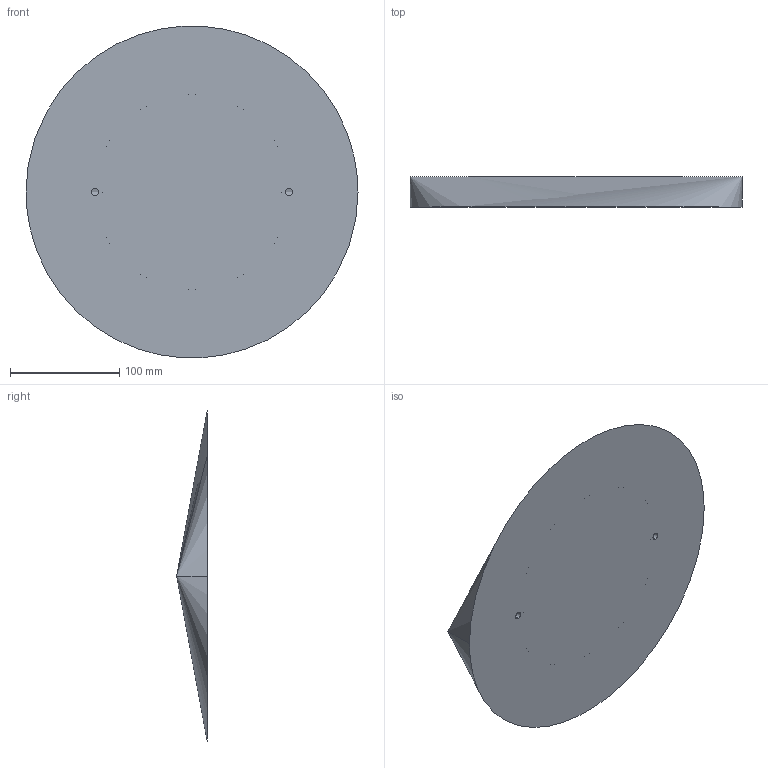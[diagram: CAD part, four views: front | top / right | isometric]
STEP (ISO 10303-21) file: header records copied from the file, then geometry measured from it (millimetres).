
FILE_DESCRIPTION(/* description */ (''),/* implementation_level */ '2;1');
FILE_NAME(/* name */ 'Alcon_BrakeDisc_DV304:28:53-12:178',/* time_stamp */ '2017-05-04T16:54:34+09:00',/* author */ (''),/* organization */ (''),/* preprocessor_version */ 'ST-DEVELOPER v15',/* originating_system */ '',/* authorisation */ '');
FILE_SCHEMA (('AUTOMOTIVE_DESIGN'));
Length unit declared in the file: millimetre
Products named in the file (1): Document
Bounding box: 304 x 28 x 303.45 mm (x, y, z)
Volume: 1246334 mm3; surface area: 147048.1 mm2
Topology: 1 solids, 1 shells, 33 faces, 95 edges, 61 vertices
Faces by surface type: bspline 30, plane 3
Entity records: 1303 total; most frequent: CARTESIAN_POINT 739, ORIENTED_EDGE 180, EDGE_CURVE 90, EDGE_LOOP 60, VERTEX_POINT 60, ADVANCED_FACE 33, FACE_OUTER_BOUND 33, FACE_BOUND 27
